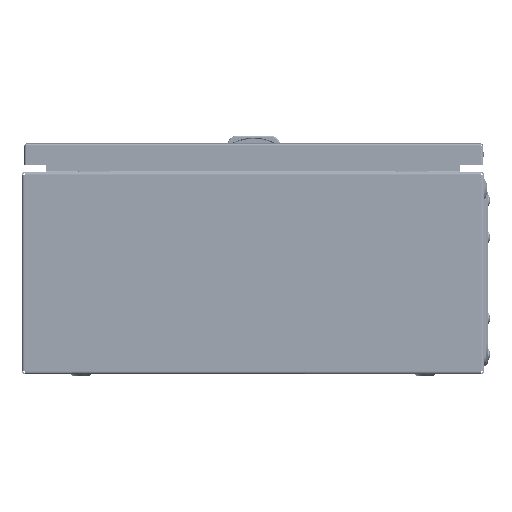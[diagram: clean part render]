
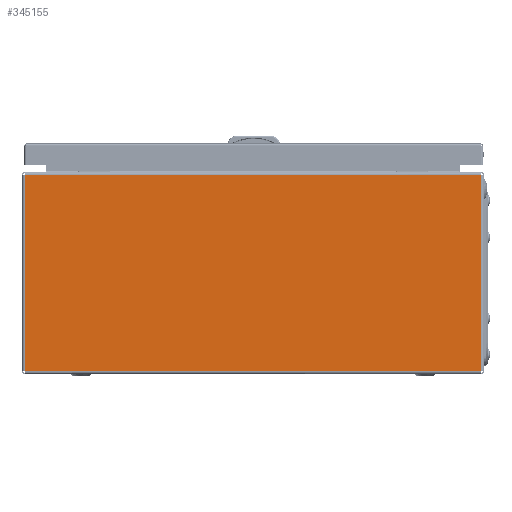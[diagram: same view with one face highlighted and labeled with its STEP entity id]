
A CAD part, left-side view. The second image highlights one B-rep face of the part: STEP entity #345155.
In plain terms, the highlighted planar face has unit normal (-1, 0, 0).
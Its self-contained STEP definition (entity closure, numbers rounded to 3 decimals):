
#5080 = DIRECTION ( 'NONE',  ( 0., 0., -1. ) ) ;
#7282 = DIRECTION ( 'NONE',  ( 0., 0., -1. ) ) ;
#17440 = ORIENTED_EDGE ( 'NONE', *, *, #244842, .T. ) ;
#18879 = DIRECTION ( 'NONE',  ( 0., -1., 0. ) ) ;
#22457 = ORIENTED_EDGE ( 'NONE', *, *, #186188, .T. ) ;
#25120 = ORIENTED_EDGE ( 'NONE', *, *, #34001, .F. ) ;
#27750 = AXIS2_PLACEMENT_3D ( 'NONE', #291900, #178121, #5080 ) ;
#30255 = VERTEX_POINT ( 'NONE', #350405 ) ;
#34001 = EDGE_CURVE ( 'NONE', #353972, #265330, #177012, .T. ) ;
#37997 = VERTEX_POINT ( 'NONE', #331435 ) ;
#59066 = CARTESIAN_POINT ( 'NONE',  ( -1.2, 85.1, 197. ) ) ;
#66455 = CARTESIAN_POINT ( 'NONE',  ( -1.2, -85.1, 196.95 ) ) ;
#71304 = DIRECTION ( 'NONE',  ( 0., 0., -1. ) ) ;
#72254 = LINE ( 'NONE', #94386, #293767 ) ;
#75797 = VERTEX_POINT ( 'NONE', #320122 ) ;
#94386 = CARTESIAN_POINT ( 'NONE',  ( -1.2, -85.1, -197.55 ) ) ;
#121381 = EDGE_CURVE ( 'NONE', #173739, #37997, #361223, .T. ) ;
#134898 = EDGE_CURVE ( 'NONE', #265330, #260012, #309326, .T. ) ;
#135857 = CARTESIAN_POINT ( 'NONE',  ( -1.2, -85.1, 198.8 ) ) ;
#158594 = EDGE_CURVE ( 'NONE', #30255, #37997, #293381, .T. ) ;
#159948 = LINE ( 'NONE', #331520, #232730 ) ;
#164666 = VECTOR ( 'NONE', #255290, 1000. ) ;
#168560 = DIRECTION ( 'NONE',  ( 0., -1., 0. ) ) ;
#169412 = ORIENTED_EDGE ( 'NONE', *, *, #158594, .T. ) ;
#173739 = VERTEX_POINT ( 'NONE', #210214 ) ;
#174092 = EDGE_CURVE ( 'NONE', #30255, #75797, #159948, .T. ) ;
#174557 = ORIENTED_EDGE ( 'NONE', *, *, #121381, .F. ) ;
#177012 = LINE ( 'NONE', #339213, #244801 ) ;
#178121 = DIRECTION ( 'NONE',  ( 1., 0., 0. ) ) ;
#186188 = EDGE_CURVE ( 'NONE', #173739, #260012, #72254, .T. ) ;
#199623 = CARTESIAN_POINT ( 'NONE',  ( -1.2, -85.1, 198.8 ) ) ;
#210214 = CARTESIAN_POINT ( 'NONE',  ( -1.2, -85.1, -197.55 ) ) ;
#215221 = DIRECTION ( 'NONE',  ( 0., 0., 1. ) ) ;
#216442 = VECTOR ( 'NONE', #71304, 1000. ) ;
#216545 = VECTOR ( 'NONE', #18879, 1000. ) ;
#232730 = VECTOR ( 'NONE', #215221, 1000. ) ;
#244801 = VECTOR ( 'NONE', #168560, 1000. ) ;
#244842 = EDGE_CURVE ( 'NONE', #353972, #75797, #366174, .T. ) ;
#255290 = DIRECTION ( 'NONE',  ( 0., 0., -1. ) ) ;
#260012 = VERTEX_POINT ( 'NONE', #66455 ) ;
#265330 = VERTEX_POINT ( 'NONE', #298706 ) ;
#274291 = ORIENTED_EDGE ( 'NONE', *, *, #134898, .F. ) ;
#291900 = CARTESIAN_POINT ( 'NONE',  ( -1.2, -85.1, -198.8 ) ) ;
#293131 = PLANE ( 'NONE',  #27750 ) ;
#293381 = LINE ( 'NONE', #336033, #216545 ) ;
#293767 = VECTOR ( 'NONE', #295359, 1000. ) ;
#295349 = CARTESIAN_POINT ( 'NONE',  ( -1.2, 85.1, 197. ) ) ;
#295359 = DIRECTION ( 'NONE',  ( 0., 0., 1. ) ) ;
#298706 = CARTESIAN_POINT ( 'NONE',  ( -1.2, -85.1, 197. ) ) ;
#300398 = ORIENTED_EDGE ( 'NONE', *, *, #174092, .F. ) ;
#309326 = LINE ( 'NONE', #199623, #164666 ) ;
#320122 = CARTESIAN_POINT ( 'NONE',  ( -1.2, 85.1, -197.3 ) ) ;
#322801 = EDGE_LOOP ( 'NONE', ( #25120, #17440, #300398, #169412, #174557, #22457, #274291 ) ) ;
#331435 = CARTESIAN_POINT ( 'NONE',  ( -1.2, -85.1, -197.6 ) ) ;
#331520 = CARTESIAN_POINT ( 'NONE',  ( -1.2, 85.1, 198.8 ) ) ;
#336033 = CARTESIAN_POINT ( 'NONE',  ( -1.2, 85.1, -197.6 ) ) ;
#339213 = CARTESIAN_POINT ( 'NONE',  ( -1.2, 85.1, 197. ) ) ;
#345155 = ADVANCED_FACE ( 'NONE', ( #360326 ), #293131, .F. ) ;
#350405 = CARTESIAN_POINT ( 'NONE',  ( -1.2, 85.1, -197.6 ) ) ;
#353972 = VERTEX_POINT ( 'NONE', #59066 ) ;
#360326 = FACE_OUTER_BOUND ( 'NONE', #322801, .T. ) ;
#361223 = LINE ( 'NONE', #135857, #216442 ) ;
#366174 = LINE ( 'NONE', #295349, #375204 ) ;
#375204 = VECTOR ( 'NONE', #7282, 1000. ) ;
